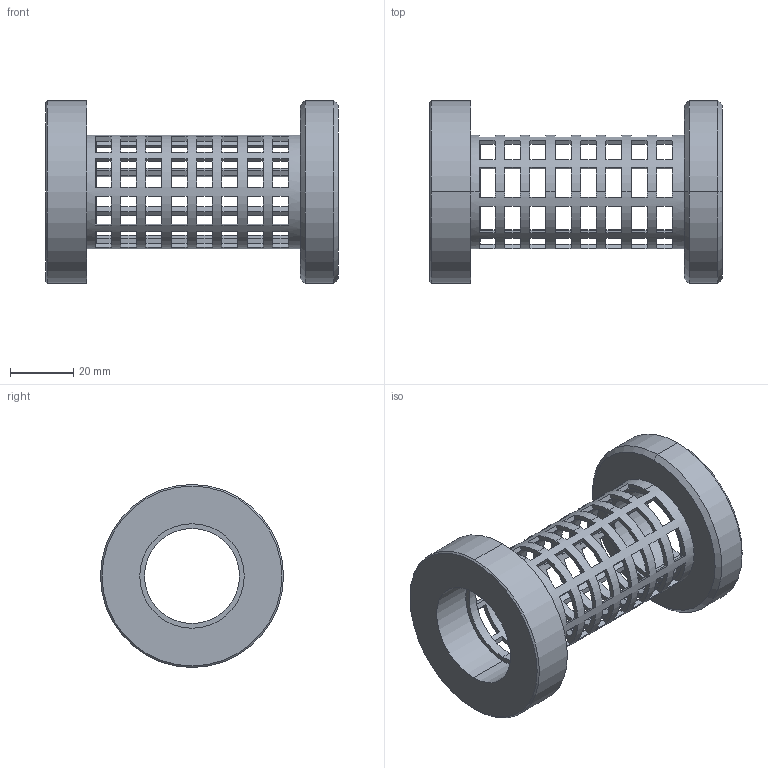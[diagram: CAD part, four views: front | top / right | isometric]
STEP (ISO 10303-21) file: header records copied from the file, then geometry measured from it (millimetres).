
FILE_DESCRIPTION (( 'STEP AP203' ), '1' );
FILE_NAME ('3D-M-7025_25_174801020.STEP', '2024-09-12T17:46:47', ( '' ), ( '' ), 'SwSTEP 2.0', 'SolidWorks 2024', '' );
FILE_SCHEMA (( 'CONFIG_CONTROL_DESIGN' ));
Length unit declared in the file: millimetre
Products named in the file (1): 3D-M-7025_25_174801020
Bounding box: 92.5 x 57.8 x 57.8 mm (x, y, z)
Volume: 52150.1 mm3; surface area: 24823.3 mm2
Topology: 1 solids, 1 shells, 325 faces, 1047 edges, 690 vertices
Faces by surface type: plane 295, cylinder 24, cone 6
Entity records: 12020 total; most frequent: DIRECTION 2101, ORIENTED_EDGE 2094, CARTESIAN_POINT 2063, EDGE_CURVE 1047, AXIS2_PLACEMENT_3D 728, VERTEX_POINT 690, LINE 645, VECTOR 645
